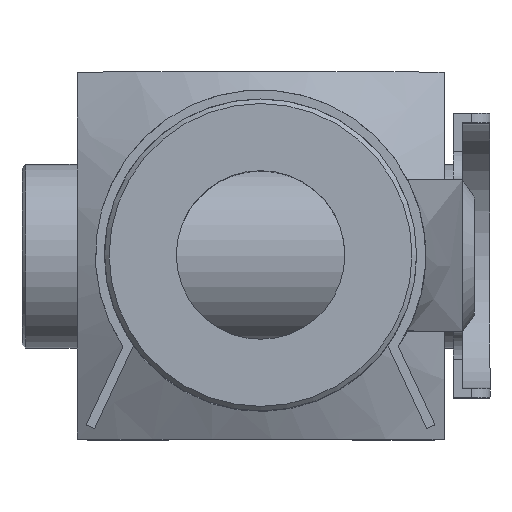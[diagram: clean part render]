
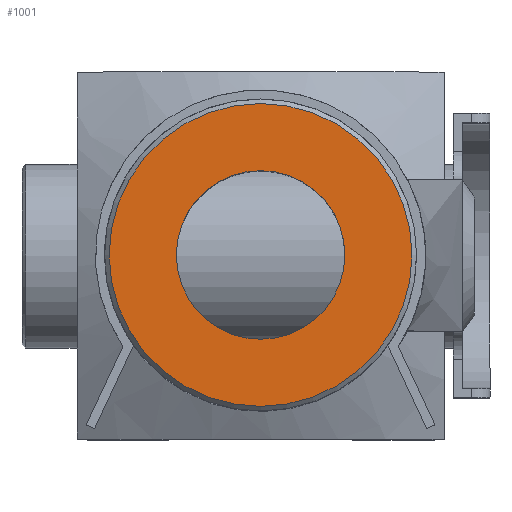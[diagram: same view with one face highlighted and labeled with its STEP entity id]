
A CAD part, top view. The second image highlights one B-rep face of the part: STEP entity #1001.
In plain terms, the highlighted planar face has unit normal (0, 0, 1).
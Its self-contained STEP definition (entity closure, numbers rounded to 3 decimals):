
#204=FACE_BOUND('',#335,.T.);
#264=FACE_OUTER_BOUND('',#334,.T.);
#334=EDGE_LOOP('',(#806));
#335=EDGE_LOOP('',(#807));
#385=CIRCLE('',#1090,16.5);
#387=CIRCLE('',#1094,9.188);
#462=VERTEX_POINT('',#1672);
#464=VERTEX_POINT('',#1678);
#583=EDGE_CURVE('',#462,#462,#385,.T.);
#585=EDGE_CURVE('',#464,#464,#387,.T.);
#806=ORIENTED_EDGE('',*,*,#583,.F.);
#807=ORIENTED_EDGE('',*,*,#585,.T.);
#892=PLANE('',#1093);
#1001=ADVANCED_FACE('',(#264,#204),#892,.F.);
#1090=AXIS2_PLACEMENT_3D('',#1673,#1316,#1317);
#1093=AXIS2_PLACEMENT_3D('',#1677,#1322,#1323);
#1094=AXIS2_PLACEMENT_3D('',#1679,#1324,#1325);
#1316=DIRECTION('center_axis',(0.,0.,-1.));
#1317=DIRECTION('ref_axis',(-1.,0.,0.));
#1322=DIRECTION('center_axis',(0.,0.,-1.));
#1323=DIRECTION('ref_axis',(-1.,0.,0.));
#1324=DIRECTION('center_axis',(0.,0.,-1.));
#1325=DIRECTION('ref_axis',(1.,0.,0.));
#1672=CARTESIAN_POINT('',(16.5,0.,31.));
#1673=CARTESIAN_POINT('Origin',(0.,0.,31.));
#1677=CARTESIAN_POINT('Origin',(0.,0.,31.));
#1678=CARTESIAN_POINT('',(9.188,0.,31.));
#1679=CARTESIAN_POINT('Origin',(0.,0.,31.));
